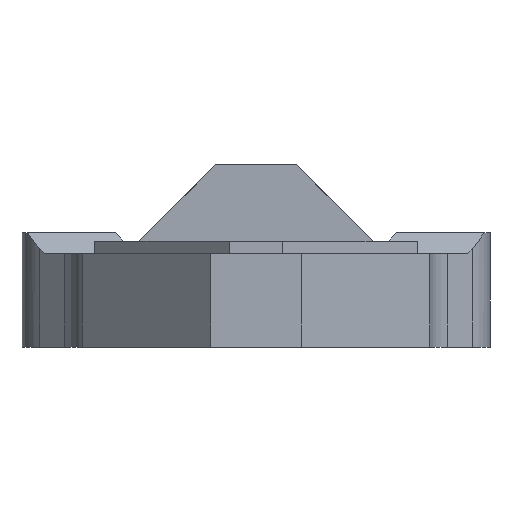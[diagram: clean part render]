
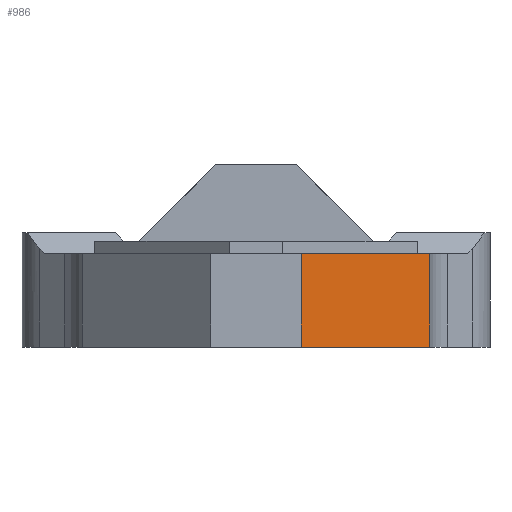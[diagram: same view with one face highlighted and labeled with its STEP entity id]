
A CAD part, left-side view. The second image highlights one B-rep face of the part: STEP entity #986.
In plain terms, the highlighted planar face has unit normal (-0.707, -0.707, 0).
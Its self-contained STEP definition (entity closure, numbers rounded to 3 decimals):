
#11 = ORIENTED_EDGE ( 'NONE', *, *, #255, .F. ) ;
#96 = ORIENTED_EDGE ( 'NONE', *, *, #851, .F. ) ;
#204 = VERTEX_POINT ( 'NONE', #1271 ) ;
#205 = EDGE_CURVE ( 'NONE', #391, #215, #1262, .T. ) ;
#215 = VERTEX_POINT ( 'NONE', #1292 ) ;
#255 = EDGE_CURVE ( 'NONE', #204, #332, #1363, .T. ) ;
#332 = VERTEX_POINT ( 'NONE', #1415 ) ;
#333 = EDGE_CURVE ( 'NONE', #332, #391, #1462, .T. ) ;
#391 = VERTEX_POINT ( 'NONE', #1547 ) ;
#851 = EDGE_CURVE ( 'NONE', #215, #204, #2414, .T. ) ;
#969 = EDGE_LOOP ( 'NONE', ( #990, #11, #96, #999 ) ) ;
#986 = ADVANCED_FACE ( 'NONE', ( #2628 ), #2587, .F. ) ;
#990 = ORIENTED_EDGE ( 'NONE', *, *, #333, .F. ) ;
#999 = ORIENTED_EDGE ( 'NONE', *, *, #205, .F. ) ;
#1250 = DIRECTION ( 'NONE',  ( 0., 0., -1. ) ) ;
#1251 = VECTOR ( 'NONE', #1250, 1000. ) ;
#1252 = CARTESIAN_POINT ( 'NONE',  ( 17., 0., 12.4 ) ) ;
#1262 = LINE ( 'NONE', #1252, #1251 ) ;
#1271 = CARTESIAN_POINT ( 'NONE',  ( 0., 17., 0. ) ) ;
#1292 = CARTESIAN_POINT ( 'NONE',  ( 17., 0., 0. ) ) ;
#1350 = DIRECTION ( 'NONE',  ( 0., 0., 1. ) ) ;
#1355 = CARTESIAN_POINT ( 'NONE',  ( 0., 17., 12.4 ) ) ;
#1363 = LINE ( 'NONE', #1355, #1367 ) ;
#1367 = VECTOR ( 'NONE', #1350, 1000. ) ;
#1415 = CARTESIAN_POINT ( 'NONE',  ( 0., 17., 12.4 ) ) ;
#1456 = DIRECTION ( 'NONE',  ( 0.707, -0.707, 0. ) ) ;
#1457 = VECTOR ( 'NONE', #1456, 1000. ) ;
#1458 = CARTESIAN_POINT ( 'NONE',  ( 6., 11., 12.4 ) ) ;
#1462 = LINE ( 'NONE', #1458, #1457 ) ;
#1547 = CARTESIAN_POINT ( 'NONE',  ( 17., 0., 12.4 ) ) ;
#2407 = VECTOR ( 'NONE', #2461, 1000. ) ;
#2408 = CARTESIAN_POINT ( 'NONE',  ( 17., 0., 0. ) ) ;
#2414 = LINE ( 'NONE', #2408, #2407 ) ;
#2461 = DIRECTION ( 'NONE',  ( -0.707, 0.707, 0. ) ) ;
#2586 = DIRECTION ( 'NONE',  ( 0.707, 0.707, 0. ) ) ;
#2587 = PLANE ( 'NONE',  #2645 ) ;
#2623 = DIRECTION ( 'NONE',  ( -0.707, 0.707, 0. ) ) ;
#2627 = CARTESIAN_POINT ( 'NONE',  ( 17., 0., 12.4 ) ) ;
#2628 = FACE_OUTER_BOUND ( 'NONE', #969, .T. ) ;
#2645 = AXIS2_PLACEMENT_3D ( 'NONE', #2627, #2586, #2623 ) ;
